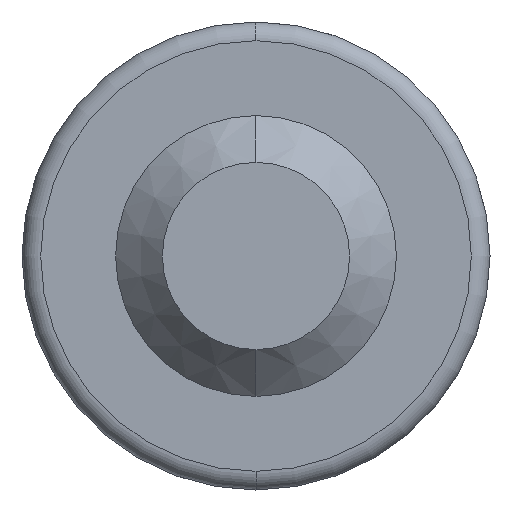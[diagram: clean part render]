
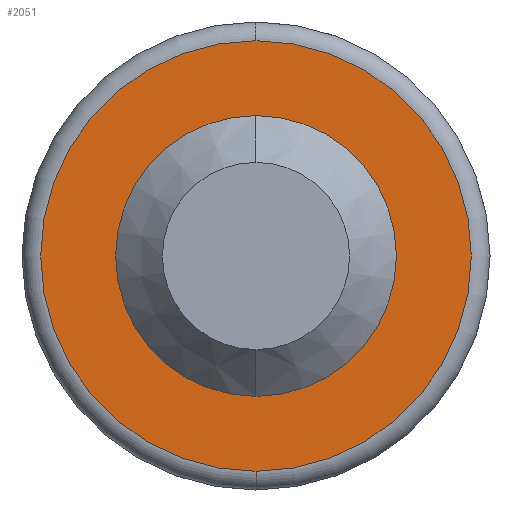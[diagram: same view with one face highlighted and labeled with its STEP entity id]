
A CAD part, left-side view. The second image highlights one B-rep face of the part: STEP entity #2051.
In plain terms, the highlighted planar face has unit normal (-1, 0, 0).
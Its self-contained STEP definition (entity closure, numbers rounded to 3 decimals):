
#22 = DIRECTION ( 'NONE',  ( 0., 0., 1. ) ) ;
#26 = PLANE ( 'NONE',  #1890 ) ;
#38 = EDGE_LOOP ( 'NONE', ( #63, #1985 ) ) ;
#63 = ORIENTED_EDGE ( 'NONE', *, *, #1478, .F. ) ;
#147 = AXIS2_PLACEMENT_3D ( 'NONE', #1281, #1910, #2088 ) ;
#194 = CARTESIAN_POINT ( 'NONE',  ( 12., 1.5, 0. ) ) ;
#220 = CARTESIAN_POINT ( 'NONE',  ( 12., 0., -2.3 ) ) ;
#235 = VERTEX_POINT ( 'NONE', #580 ) ;
#251 = CIRCLE ( 'NONE', #1992, 1.5 ) ;
#272 = CARTESIAN_POINT ( 'NONE',  ( 12., 0., -1.5 ) ) ;
#330 = CIRCLE ( 'NONE', #147, 2.3 ) ;
#442 = EDGE_CURVE ( 'NONE', #235, #1313, #330, .T. ) ;
#502 = DIRECTION ( 'NONE',  ( 0., 0., -1. ) ) ;
#506 = DIRECTION ( 'NONE',  ( 0., 0., -1. ) ) ;
#512 = ORIENTED_EDGE ( 'NONE', *, *, #1717, .T. ) ;
#542 = CIRCLE ( 'NONE', #1671, 1.5 ) ;
#559 = AXIS2_PLACEMENT_3D ( 'NONE', #1456, #808, #506 ) ;
#580 = CARTESIAN_POINT ( 'NONE',  ( 12., 0., 2.3 ) ) ;
#585 = DIRECTION ( 'NONE',  ( 0., 0., 1. ) ) ;
#750 = DIRECTION ( 'NONE',  ( -1., 0., 0. ) ) ;
#808 = DIRECTION ( 'NONE',  ( -1., 0., 0. ) ) ;
#913 = VERTEX_POINT ( 'NONE', #1030 ) ;
#960 = CARTESIAN_POINT ( 'NONE',  ( 12., 0., 0. ) ) ;
#1030 = CARTESIAN_POINT ( 'NONE',  ( 12., 0., 1.5 ) ) ;
#1151 = CIRCLE ( 'NONE', #559, 2.3 ) ;
#1173 = FACE_OUTER_BOUND ( 'NONE', #1670, .T. ) ;
#1263 = DIRECTION ( 'NONE',  ( -1., 0., 0. ) ) ;
#1281 = CARTESIAN_POINT ( 'NONE',  ( 12., 0., 0. ) ) ;
#1313 = VERTEX_POINT ( 'NONE', #220 ) ;
#1314 = DIRECTION ( 'NONE',  ( 1., 0., 0. ) ) ;
#1436 = ORIENTED_EDGE ( 'NONE', *, *, #442, .T. ) ;
#1456 = CARTESIAN_POINT ( 'NONE',  ( 12., 0., 0. ) ) ;
#1478 = EDGE_CURVE ( 'NONE', #913, #1541, #251, .T. ) ;
#1541 = VERTEX_POINT ( 'NONE', #272 ) ;
#1670 = EDGE_LOOP ( 'NONE', ( #512, #1436 ) ) ;
#1671 = AXIS2_PLACEMENT_3D ( 'NONE', #960, #1263, #22 ) ;
#1704 = FACE_BOUND ( 'NONE', #38, .T. ) ;
#1717 = EDGE_CURVE ( 'NONE', #1313, #235, #1151, .T. ) ;
#1890 = AXIS2_PLACEMENT_3D ( 'NONE', #194, #1314, #502 ) ;
#1910 = DIRECTION ( 'NONE',  ( -1., 0., 0. ) ) ;
#1938 = EDGE_CURVE ( 'NONE', #1541, #913, #542, .T. ) ;
#1985 = ORIENTED_EDGE ( 'NONE', *, *, #1938, .F. ) ;
#1992 = AXIS2_PLACEMENT_3D ( 'NONE', #2033, #750, #585 ) ;
#2033 = CARTESIAN_POINT ( 'NONE',  ( 12., 0., 0. ) ) ;
#2051 = ADVANCED_FACE ( 'NONE', ( #1173, #1704 ), #26, .F. ) ;
#2088 = DIRECTION ( 'NONE',  ( 0., 0., -1. ) ) ;
